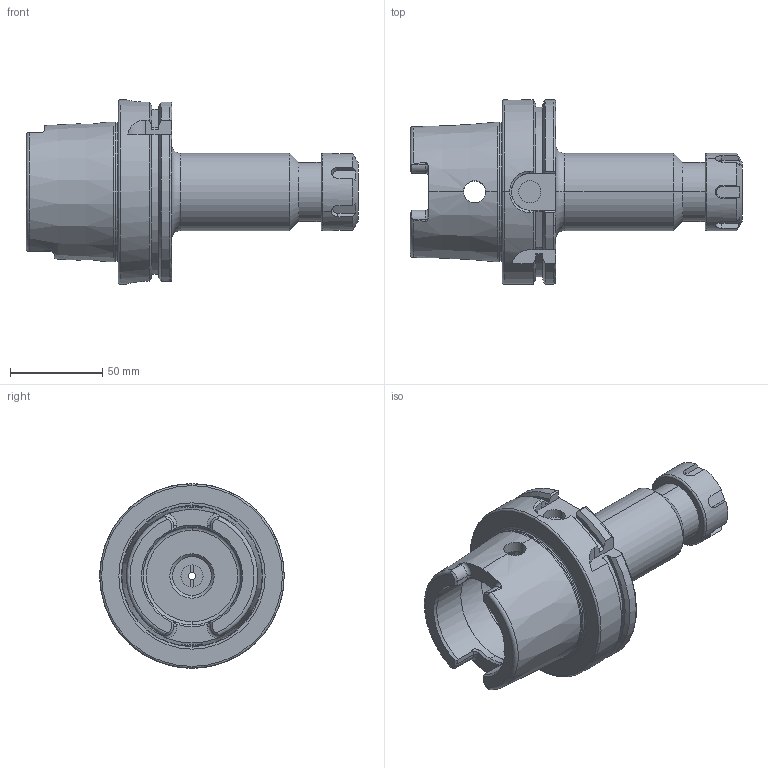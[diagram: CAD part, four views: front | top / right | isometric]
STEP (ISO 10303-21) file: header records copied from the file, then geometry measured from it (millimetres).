
FILE_DESCRIPTION (( 'STEP AP203' ), '1' );
FILE_NAME ('FWA100H-ERS25130.STEP', '2024-09-05T04:26:18', ( '' ), ( '' ), 'SwSTEP 2.0', 'SolidWorks 2024', '' );
FILE_SCHEMA (( 'CONFIG_CONTROL_DESIGN' ));
Length unit declared in the file: millimetre
Products named in the file (4): HSKA100CCHER25130WW; FWA100H-ERS25130; FTNUTER25; FTSCWM18X150
Assembly tree (3 placements, depth 2):
  FWA100H-ERS25130
    HSKA100CCHER25130WW
    FTNUTER25
    FTSCWM18X150
Bounding box: 180 x 100 x 100 mm (x, y, z)
Volume: 360157 mm3; surface area: 73184.2 mm2
Topology: 3 solids, 3 shells, 260 faces, 657 edges, 408 vertices
Faces by surface type: plane 94, cylinder 68, cone 53, torus 35, bspline 10
Entity records: 9682 total; most frequent: CARTESIAN_POINT 3139, ORIENTED_EDGE 1310, DIRECTION 1276, EDGE_CURVE 655, AXIS2_PLACEMENT_3D 513, VERTEX_POINT 408, EDGE_LOOP 277, FACE_OUTER_BOUND 260
